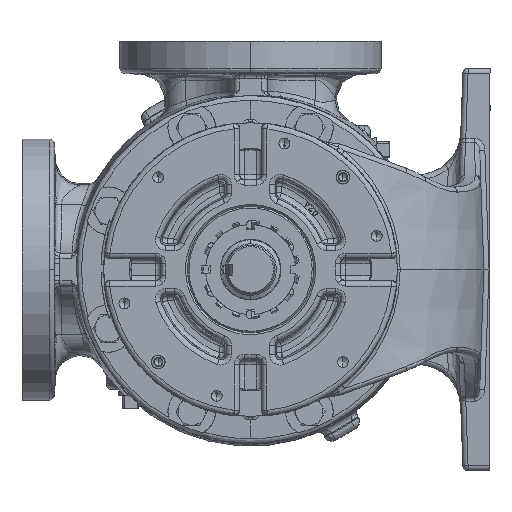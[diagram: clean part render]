
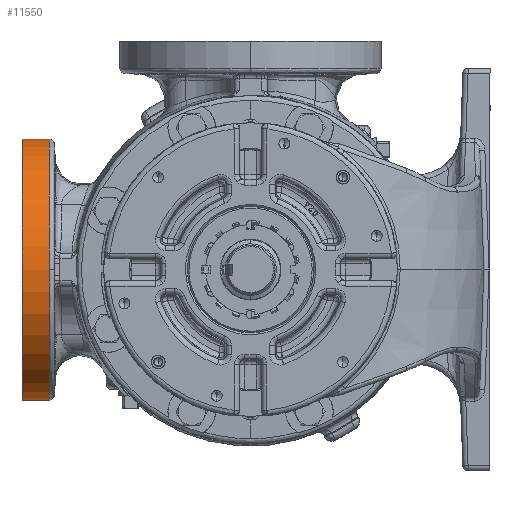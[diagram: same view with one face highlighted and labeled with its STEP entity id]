
A CAD part, left-side view. The second image highlights one B-rep face of the part: STEP entity #11550.
In plain terms, the highlighted cylindrical face has radius 76.2 mm (diameter 152.4 mm), a partial arc.
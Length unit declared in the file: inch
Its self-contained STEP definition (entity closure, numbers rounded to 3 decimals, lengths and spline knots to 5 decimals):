
#1022 = ORIENTED_EDGE ( 'NONE', *, *, #185807, .T. ) ;
#2834 = LINE ( 'NONE', #200295, #104421 ) ;
#2947 = VERTEX_POINT ( 'NONE', #170295 ) ;
#10145 = VERTEX_POINT ( 'NONE', #55471 ) ;
#11177 = DIRECTION ( 'NONE',  ( 0., -1., 0. ) ) ;
#11550 = ADVANCED_FACE ( 'NONE', ( #225692 ), #198646, .T. ) ;
#13825 = CARTESIAN_POINT ( 'NONE',  ( 1.27655, 5.25, 2.60349 ) ) ;
#15142 = CARTESIAN_POINT ( 'NONE',  ( -0.22, 5.25, -0.19635 ) ) ;
#16072 = CARTESIAN_POINT ( 'NONE',  ( 0.17651, 5.25, -1.50345 ) ) ;
#27925 = EDGE_CURVE ( 'NONE', #186104, #10145, #222701, .T. ) ;
#29149 = ORIENTED_EDGE ( 'NONE', *, *, #27925, .T. ) ;
#35597 = CARTESIAN_POINT ( 'NONE',  ( 0.79752, 5.25, 2.26016 ) ) ;
#37894 = CARTESIAN_POINT ( 'NONE',  ( 0.51984, 5.25, -1.98248 ) ) ;
#48654 = ORIENTED_EDGE ( 'NONE', *, *, #93430, .T. ) ;
#53721 = ORIENTED_EDGE ( 'NONE', *, *, #265676, .F. ) ;
#55471 = CARTESIAN_POINT ( 'NONE',  ( 2.78, 4.61993, -3. ) ) ;
#57476 = CARTESIAN_POINT ( 'NONE',  ( 0.39468, 5.25, 1.82997 ) ) ;
#59706 = CARTESIAN_POINT ( 'NONE',  ( 0.95003, 5.25, -2.38532 ) ) ;
#64825 = VERTEX_POINT ( 'NONE', #275226 ) ;
#64953 = CARTESIAN_POINT ( 'NONE',  ( 2.78, 4.61993, 0. ) ) ;
#66870 = AXIS2_PLACEMENT_3D ( 'NONE', #64953, #216357, #86672 ) ;
#74557 = CIRCLE ( 'NONE', #66870, 3. ) ;
#77482 = CARTESIAN_POINT ( 'NONE',  ( 2.78, -2.68792, 0. ) ) ;
#79169 = CARTESIAN_POINT ( 'NONE',  ( 0.0835, 5.25, 1.32945 ) ) ;
#80499 = CARTESIAN_POINT ( 'NONE',  ( -0.22, 5.25, 0. ) ) ;
#81457 = CARTESIAN_POINT ( 'NONE',  ( 1.45055, 5.25, -2.6965 ) ) ;
#86672 = DIRECTION ( 'NONE',  ( -1., 0., 0. ) ) ;
#93313 = ORIENTED_EDGE ( 'NONE', *, *, #231372, .F. ) ;
#93430 = EDGE_CURVE ( 'NONE', #2947, #186104, #96520, .T. ) ;
#93890 = EDGE_CURVE ( 'NONE', #272570, #64825, #138303, .T. ) ;
#96520 = B_SPLINE_CURVE_WITH_KNOTS ( 'NONE', 3,
 ( #80499, #15142, #253514, #123961, #275188, #145667, #16072, #167456, #37894, #189318, #59706, #211114, #81457, #232763, #103175, #254454, #124893, #276120 ),
 .UNSPECIFIED., .F., .F.,
 ( 4, 2, 2, 2, 2, 2, 2, 2, 4 ),
 ( 0., 0.0625, 0.125, 0.1875, 0.25, 0.3125, 0.375, 0.4375, 0.5 ),
 .UNSPECIFIED. ) ;
#97042 = AXIS2_PLACEMENT_3D ( 'NONE', #100963, #252247, #122697 ) ;
#100928 = CARTESIAN_POINT ( 'NONE',  ( -0.12405, 5.25, 0.77785 ) ) ;
#100963 = CARTESIAN_POINT ( 'NONE',  ( 2.78, 4.61993, 0. ) ) ;
#103175 = CARTESIAN_POINT ( 'NONE',  ( 2.00215, 5.25, -2.90405 ) ) ;
#104421 = VECTOR ( 'NONE', #222068, 39.37008 ) ;
#108268 = EDGE_LOOP ( 'NONE', ( #53721, #1022, #48654, #29149, #93313, #161515 ) ) ;
#121713 = CARTESIAN_POINT ( 'NONE',  ( 2.00215, 5.25, 2.90405 ) ) ;
#122664 = CARTESIAN_POINT ( 'NONE',  ( -0.22, 5.25, 0.19635 ) ) ;
#122697 = DIRECTION ( 'NONE',  ( -1., 0., 0. ) ) ;
#123961 = CARTESIAN_POINT ( 'NONE',  ( -0.12405, 5.25, -0.77785 ) ) ;
#124893 = CARTESIAN_POINT ( 'NONE',  ( 2.58365, 5.25, -3. ) ) ;
#134807 = CARTESIAN_POINT ( 'NONE',  ( 2.78, 5.25, -3. ) ) ;
#138303 = CIRCLE ( 'NONE', #97042, 3. ) ;
#143389 = CARTESIAN_POINT ( 'NONE',  ( 1.45055, 5.25, 2.6965 ) ) ;
#145667 = CARTESIAN_POINT ( 'NONE',  ( 0.0835, 5.25, -1.32945 ) ) ;
#157856 = VERTEX_POINT ( 'NONE', #206795 ) ;
#161515 = ORIENTED_EDGE ( 'NONE', *, *, #93890, .F. ) ;
#165054 = VECTOR ( 'NONE', #11177, 39.37008 ) ;
#165227 = CARTESIAN_POINT ( 'NONE',  ( 0.95003, 5.25, 2.38532 ) ) ;
#167456 = CARTESIAN_POINT ( 'NONE',  ( 0.39468, 5.25, -1.82997 ) ) ;
#170295 = CARTESIAN_POINT ( 'NONE',  ( -0.22, 5.25, 0. ) ) ;
#185807 = EDGE_CURVE ( 'NONE', #157856, #2947, #269173, .T. ) ;
#186104 = VERTEX_POINT ( 'NONE', #134807 ) ;
#186250 = DIRECTION ( 'NONE',  ( 0., 0., -1. ) ) ;
#187017 = CARTESIAN_POINT ( 'NONE',  ( 0.51984, 5.25, 1.98248 ) ) ;
#189318 = CARTESIAN_POINT ( 'NONE',  ( 0.79752, 5.25, -2.26016 ) ) ;
#198646 = CYLINDRICAL_SURFACE ( 'NONE', #275093, 3. ) ;
#200295 = CARTESIAN_POINT ( 'NONE',  ( 2.78, -2.68792, 3. ) ) ;
#205257 = CARTESIAN_POINT ( 'NONE',  ( 2.78, -2.68792, -3. ) ) ;
#206795 = CARTESIAN_POINT ( 'NONE',  ( 2.78, 5.25, 3. ) ) ;
#207898 = CARTESIAN_POINT ( 'NONE',  ( 2.58365, 5.25, 3. ) ) ;
#208835 = CARTESIAN_POINT ( 'NONE',  ( 0.17651, 5.25, 1.50345 ) ) ;
#211114 = CARTESIAN_POINT ( 'NONE',  ( 1.27655, 5.25, -2.60349 ) ) ;
#216357 = DIRECTION ( 'NONE',  ( 0., -1., 0. ) ) ;
#222068 = DIRECTION ( 'NONE',  ( 0., -1., 0. ) ) ;
#222701 = LINE ( 'NONE', #205257, #165054 ) ;
#225692 = FACE_OUTER_BOUND ( 'NONE', #108268, .T. ) ;
#229587 = CARTESIAN_POINT ( 'NONE',  ( 2.78, 5.25, 3. ) ) ;
#230510 = CARTESIAN_POINT ( 'NONE',  ( -0.06678, 5.25, 0.96665 ) ) ;
#231372 = EDGE_CURVE ( 'NONE', #64825, #10145, #74557, .T. ) ;
#232763 = CARTESIAN_POINT ( 'NONE',  ( 1.81335, 5.25, -2.84678 ) ) ;
#251274 = CARTESIAN_POINT ( 'NONE',  ( 2.38731, 5.25, 2.98066 ) ) ;
#252211 = CARTESIAN_POINT ( 'NONE',  ( -0.20066, 5.25, 0.39269 ) ) ;
#252247 = DIRECTION ( 'NONE',  ( 0., -1., 0. ) ) ;
#253514 = CARTESIAN_POINT ( 'NONE',  ( -0.20066, 5.25, -0.39269 ) ) ;
#254454 = CARTESIAN_POINT ( 'NONE',  ( 2.38731, 5.25, -2.98066 ) ) ;
#260305 = CARTESIAN_POINT ( 'NONE',  ( 2.78, 4.61993, 3. ) ) ;
#265676 = EDGE_CURVE ( 'NONE', #157856, #272570, #2834, .T. ) ;
#269173 = B_SPLINE_CURVE_WITH_KNOTS ( 'NONE', 3,
 ( #229587, #207898, #251274, #121713, #272921, #143389, #13825, #165227, #35597, #187017, #57476, #208835, #79169, #230510, #100928, #252211, #122664, #273871 ),
 .UNSPECIFIED., .F., .F.,
 ( 4, 2, 2, 2, 2, 2, 2, 2, 4 ),
 ( 0.5, 0.5625, 0.625, 0.6875, 0.75, 0.8125, 0.875, 0.9375, 1. ),
 .UNSPECIFIED. ) ;
#270296 = DIRECTION ( 'NONE',  ( 0., -1., 0. ) ) ;
#272570 = VERTEX_POINT ( 'NONE', #260305 ) ;
#272921 = CARTESIAN_POINT ( 'NONE',  ( 1.81335, 5.25, 2.84678 ) ) ;
#273871 = CARTESIAN_POINT ( 'NONE',  ( -0.22, 5.25, 0. ) ) ;
#275093 = AXIS2_PLACEMENT_3D ( 'NONE', #77482, #270296, #186250 ) ;
#275188 = CARTESIAN_POINT ( 'NONE',  ( -0.06678, 5.25, -0.96665 ) ) ;
#275226 = CARTESIAN_POINT ( 'NONE',  ( -0.22, 4.61993, 0. ) ) ;
#276120 = CARTESIAN_POINT ( 'NONE',  ( 2.78, 5.25, -3. ) ) ;
